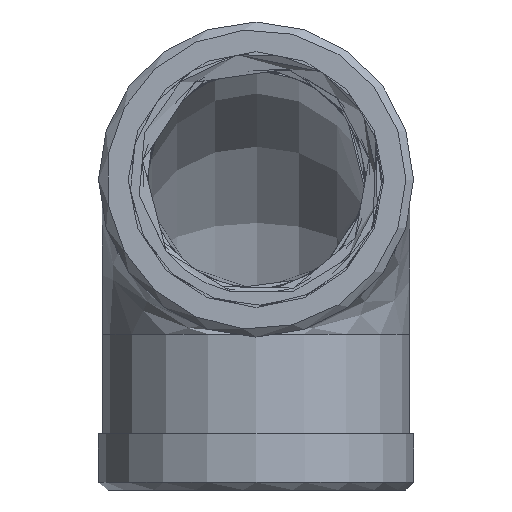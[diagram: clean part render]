
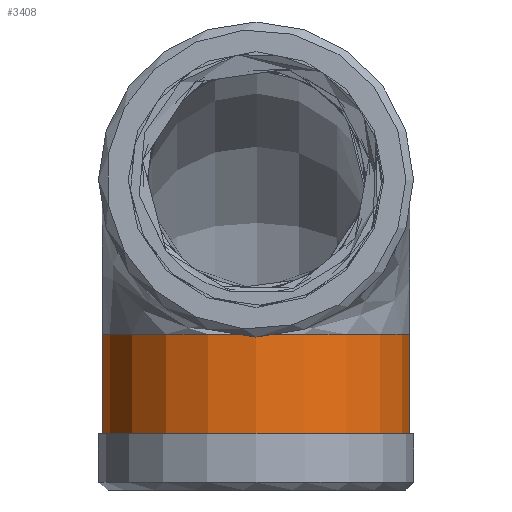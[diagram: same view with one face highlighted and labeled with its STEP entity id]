
A CAD part, front view. The second image highlights one B-rep face of the part: STEP entity #3408.
In plain terms, the highlighted cylindrical face has radius 20.25 mm (diameter 40.5 mm), a full revolution.
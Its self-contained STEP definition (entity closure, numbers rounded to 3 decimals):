
#3408=ADVANCED_FACE('',(#5241,#5242),#5099,.T.);
#5099=CYLINDRICAL_SURFACE('',#32857,20.25);
#5241=FACE_BOUND('',#5392,.T.);
#5242=FACE_BOUND('',#5393,.T.);
#5392=EDGE_LOOP('',(#14810));
#5393=EDGE_LOOP('',(#14811));
#14810=ORIENTED_EDGE('',*,*,#27821,.T.);
#14811=ORIENTED_EDGE('',*,*,#27822,.T.);
#24513=VERTEX_POINT('',#50823);
#24514=VERTEX_POINT('',#50827);
#27821=EDGE_CURVE('',#24513,#24513,#31540,.T.);
#27822=EDGE_CURVE('',#24514,#24514,#31541,.T.);
#31540=CIRCLE('',#32853,20.25);
#31541=CIRCLE('',#32856,20.25);
#32853=AXIS2_PLACEMENT_3D('',#50822,#37502,#37503);
#32856=AXIS2_PLACEMENT_3D('',#50826,#37508,#37509);
#32857=AXIS2_PLACEMENT_3D('',#50828,#37510,#37511);
#37502=DIRECTION('',(0.,0.,1.));
#37503=DIRECTION('',(-1.,0.,0.));
#37508=DIRECTION('',(0.,0.,-1.));
#37509=DIRECTION('',(1.,0.,0.));
#37510=DIRECTION('',(0.,0.,1.));
#37511=DIRECTION('',(-1.,0.,0.));
#50822=CARTESIAN_POINT('',(0.,12.8,-238.45));
#50823=CARTESIAN_POINT('',(-20.25,12.8,-238.45));
#50826=CARTESIAN_POINT('',(0.,12.8,-219.05));
#50827=CARTESIAN_POINT('',(-20.25,12.8,-219.05));
#50828=CARTESIAN_POINT('',(0.,12.8,-226.25));
